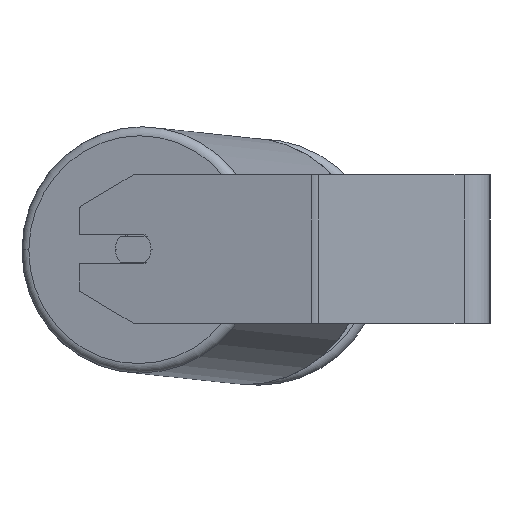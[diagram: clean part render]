
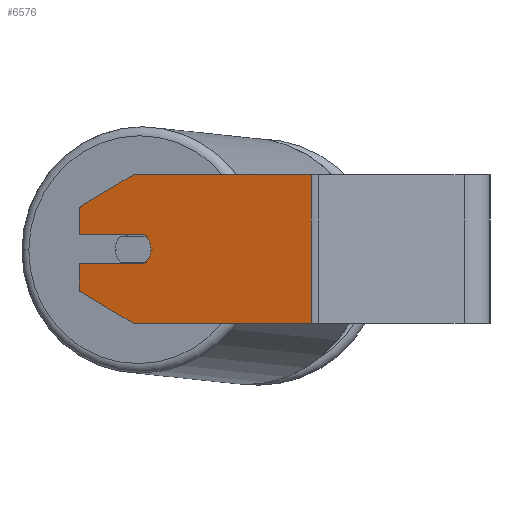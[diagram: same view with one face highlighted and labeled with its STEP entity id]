
A CAD part, left-side view. The second image highlights one B-rep face of the part: STEP entity #6576.
In plain terms, the highlighted planar face has unit normal (-0.966, 0.259, 0).
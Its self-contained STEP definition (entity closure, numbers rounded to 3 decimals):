
#247 = AXIS2_PLACEMENT_3D ( 'NONE', #2175, #4088, #2141 ) ;
#317 = CARTESIAN_POINT ( 'NONE',  ( -385.293, 186.803, 8. ) ) ;
#331 = VERTEX_POINT ( 'NONE', #8146 ) ;
#414 = LINE ( 'NONE', #3711, #681 ) ;
#434 = ORIENTED_EDGE ( 'NONE', *, *, #1224, .F. ) ;
#605 = CARTESIAN_POINT ( 'NONE',  ( -385.293, 186.803, 8. ) ) ;
#627 = VERTEX_POINT ( 'NONE', #2396 ) ;
#681 = VECTOR ( 'NONE', #8392, 1000. ) ;
#714 = ORIENTED_EDGE ( 'NONE', *, *, #5841, .F. ) ;
#741 = VERTEX_POINT ( 'NONE', #1412 ) ;
#744 = ORIENTED_EDGE ( 'NONE', *, *, #4210, .T. ) ;
#826 = EDGE_CURVE ( 'NONE', #6113, #331, #4860, .T. ) ;
#857 = DIRECTION ( 'NONE',  ( -0.966, 0.259, 0. ) ) ;
#872 = DIRECTION ( 'NONE',  ( -0.259, -0.966, 0. ) ) ;
#990 = LINE ( 'NONE', #7762, #7839 ) ;
#1115 = LINE ( 'NONE', #4485, #5906 ) ;
#1224 = EDGE_CURVE ( 'NONE', #7399, #4447, #990, .T. ) ;
#1291 = CARTESIAN_POINT ( 'NONE',  ( -375.975, 221.576, 22.679 ) ) ;
#1412 = CARTESIAN_POINT ( 'NONE',  ( -383.74, 192.598, -40. ) ) ;
#1622 = ORIENTED_EDGE ( 'NONE', *, *, #3465, .F. ) ;
#1680 = CARTESIAN_POINT ( 'NONE',  ( -375.975, 221.576, -40. ) ) ;
#1800 = EDGE_CURVE ( 'NONE', #5152, #331, #2308, .T. ) ;
#1986 = DIRECTION ( 'NONE',  ( 0., 0., -1. ) ) ;
#2057 = EDGE_CURVE ( 'NONE', #741, #8720, #3630, .T. ) ;
#2141 = DIRECTION ( 'NONE',  ( -0.259, -0.966, 0. ) ) ;
#2175 = CARTESIAN_POINT ( 'NONE',  ( -383.74, 192.598, 0. ) ) ;
#2258 = DIRECTION ( 'NONE',  ( 0.259, 0.966, 0. ) ) ;
#2308 = LINE ( 'NONE', #317, #7562 ) ;
#2396 = CARTESIAN_POINT ( 'NONE',  ( -409.523, 96.374, 40. ) ) ;
#2441 = ORIENTED_EDGE ( 'NONE', *, *, #5505, .T. ) ;
#2550 = CARTESIAN_POINT ( 'NONE',  ( -386.328, 182.939, 0. ) ) ;
#2552 = VECTOR ( 'NONE', #1986, 1000. ) ;
#2562 = DIRECTION ( 'NONE',  ( 0., 0., -1. ) ) ;
#2663 = VECTOR ( 'NONE', #4543, 1000. ) ;
#2816 = ORIENTED_EDGE ( 'NONE', *, *, #1800, .F. ) ;
#2858 = VERTEX_POINT ( 'NONE', #2550 ) ;
#2965 = CARTESIAN_POINT ( 'NONE',  ( -375.975, 221.576, 40. ) ) ;
#3309 = LINE ( 'NONE', #5259, #2552 ) ;
#3430 = EDGE_CURVE ( 'NONE', #2858, #5152, #5620, .T. ) ;
#3465 = EDGE_CURVE ( 'NONE', #627, #8720, #5014, .T. ) ;
#3618 = ORIENTED_EDGE ( 'NONE', *, *, #2057, .T. ) ;
#3629 = CARTESIAN_POINT ( 'NONE',  ( -375.975, 221.576, 40. ) ) ;
#3630 = LINE ( 'NONE', #1680, #6304 ) ;
#3711 = CARTESIAN_POINT ( 'NONE',  ( -375.975, 221.576, 22.679 ) ) ;
#3918 = ORIENTED_EDGE ( 'NONE', *, *, #826, .T. ) ;
#3923 = VECTOR ( 'NONE', #2562, 1000. ) ;
#4088 = DIRECTION ( 'NONE',  ( -0.966, 0.259, 0. ) ) ;
#4173 = CARTESIAN_POINT ( 'NONE',  ( -385.293, 186.803, -8. ) ) ;
#4203 = FACE_OUTER_BOUND ( 'NONE', #8213, .T. ) ;
#4210 = EDGE_CURVE ( 'NONE', #5207, #6113, #414, .T. ) ;
#4246 = DIRECTION ( 'NONE',  ( 0., 0., -1. ) ) ;
#4447 = VERTEX_POINT ( 'NONE', #4173 ) ;
#4485 = CARTESIAN_POINT ( 'NONE',  ( -375.975, 221.576, 40. ) ) ;
#4543 = DIRECTION ( 'NONE',  ( -0.224, -0.837, -0.5 ) ) ;
#4545 = CIRCLE ( 'NONE', #5247, 10. ) ;
#4810 = ORIENTED_EDGE ( 'NONE', *, *, #7911, .T. ) ;
#4860 = LINE ( 'NONE', #3629, #7139 ) ;
#4862 = PLANE ( 'NONE',  #7765 ) ;
#4919 = CARTESIAN_POINT ( 'NONE',  ( -375.975, 221.576, -8. ) ) ;
#5014 = LINE ( 'NONE', #5923, #3923 ) ;
#5152 = VERTEX_POINT ( 'NONE', #605 ) ;
#5207 = VERTEX_POINT ( 'NONE', #8709 ) ;
#5247 = AXIS2_PLACEMENT_3D ( 'NONE', #6930, #857, #8672 ) ;
#5259 = CARTESIAN_POINT ( 'NONE',  ( -375.975, 221.576, 40. ) ) ;
#5324 = ORIENTED_EDGE ( 'NONE', *, *, #3430, .F. ) ;
#5387 = ORIENTED_EDGE ( 'NONE', *, *, #8457, .F. ) ;
#5505 = EDGE_CURVE ( 'NONE', #8489, #741, #8605, .T. ) ;
#5620 = CIRCLE ( 'NONE', #247, 10. ) ;
#5692 = CARTESIAN_POINT ( 'NONE',  ( -375.975, 221.576, -22.679 ) ) ;
#5841 = EDGE_CURVE ( 'NONE', #5207, #627, #1115, .T. ) ;
#5858 = CARTESIAN_POINT ( 'NONE',  ( -383.74, 192.598, -40. ) ) ;
#5906 = VECTOR ( 'NONE', #7800, 1000. ) ;
#5923 = CARTESIAN_POINT ( 'NONE',  ( -409.523, 96.374, 40. ) ) ;
#6113 = VERTEX_POINT ( 'NONE', #1291 ) ;
#6304 = VECTOR ( 'NONE', #872, 1000. ) ;
#6576 = ADVANCED_FACE ( 'NONE', ( #4203 ), #4862, .F. ) ;
#6930 = CARTESIAN_POINT ( 'NONE',  ( -383.74, 192.598, 0. ) ) ;
#7139 = VECTOR ( 'NONE', #4246, 1000. ) ;
#7399 = VERTEX_POINT ( 'NONE', #4919 ) ;
#7562 = VECTOR ( 'NONE', #8416, 1000. ) ;
#7762 = CARTESIAN_POINT ( 'NONE',  ( -385.293, 186.803, -8. ) ) ;
#7765 = AXIS2_PLACEMENT_3D ( 'NONE', #2965, #8366, #2258 ) ;
#7800 = DIRECTION ( 'NONE',  ( -0.259, -0.966, 0. ) ) ;
#7839 = VECTOR ( 'NONE', #8511, 1000. ) ;
#7911 = EDGE_CURVE ( 'NONE', #7399, #8489, #3309, .T. ) ;
#8140 = CARTESIAN_POINT ( 'NONE',  ( -409.523, 96.374, -40. ) ) ;
#8146 = CARTESIAN_POINT ( 'NONE',  ( -375.975, 221.576, 8. ) ) ;
#8213 = EDGE_LOOP ( 'NONE', ( #5387, #434, #4810, #2441, #3618, #1622, #714, #744, #3918, #2816, #5324 ) ) ;
#8366 = DIRECTION ( 'NONE',  ( 0.966, -0.259, 0. ) ) ;
#8392 = DIRECTION ( 'NONE',  ( 0.224, 0.837, -0.5 ) ) ;
#8416 = DIRECTION ( 'NONE',  ( 0.259, 0.966, 0. ) ) ;
#8457 = EDGE_CURVE ( 'NONE', #4447, #2858, #4545, .T. ) ;
#8489 = VERTEX_POINT ( 'NONE', #5692 ) ;
#8511 = DIRECTION ( 'NONE',  ( -0.259, -0.966, 0. ) ) ;
#8605 = LINE ( 'NONE', #5858, #2663 ) ;
#8672 = DIRECTION ( 'NONE',  ( -0.259, -0.966, 0. ) ) ;
#8709 = CARTESIAN_POINT ( 'NONE',  ( -383.74, 192.598, 40. ) ) ;
#8720 = VERTEX_POINT ( 'NONE', #8140 ) ;
